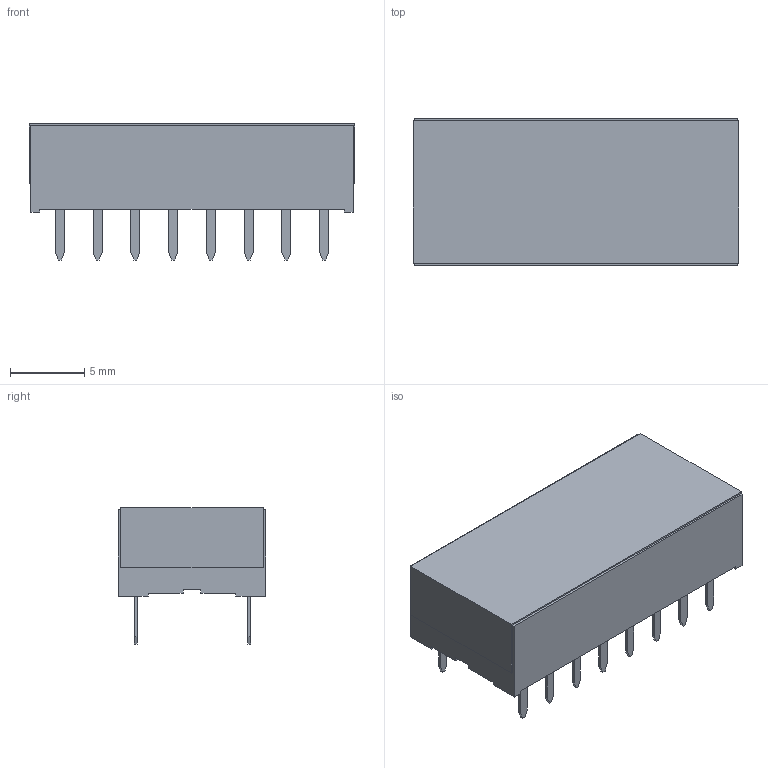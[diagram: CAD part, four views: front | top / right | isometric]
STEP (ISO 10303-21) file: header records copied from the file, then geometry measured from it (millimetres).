
FILE_DESCRIPTION(/* description */ (''),/* implementation_level */ '2;1');
FILE_NAME(/* name */ 'KAS1108Rx.stp',/* time_stamp */ '2025-05-21T11:24:32-05:00',/* author */ ('mroman'),/* organization */ (''),/* preprocessor_version */ 'ST-DEVELOPER v18.1',/* originating_system */ 'Autodesk Inventor 2022',/* authorisation */ '');
FILE_SCHEMA (('AUTOMOTIVE_DESIGN { 1 0 10303 214 3 1 1 }'));
Length unit declared in the file: centimetre
Products named in the file (1): KAS1108Rx
Bounding box: 21.88 x 9.9 x 9.15 mm (x, y, z)
Volume: 1169.3 mm3; surface area: 1100.1 mm2
Topology: 1 solids, 9 shells, 374 faces, 1020 edges, 680 vertices
Faces by surface type: plane 342, cylinder 32
Entity records: 11679 total; most frequent: CARTESIAN_POINT 2075, ORIENTED_EDGE 2040, DIRECTION 1834, EDGE_CURVE 1020, LINE 956, VECTOR 956, VERTEX_POINT 680, AXIS2_PLACEMENT_3D 439
